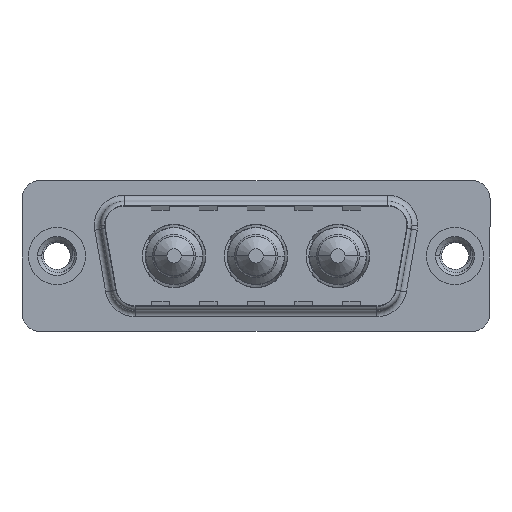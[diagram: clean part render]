
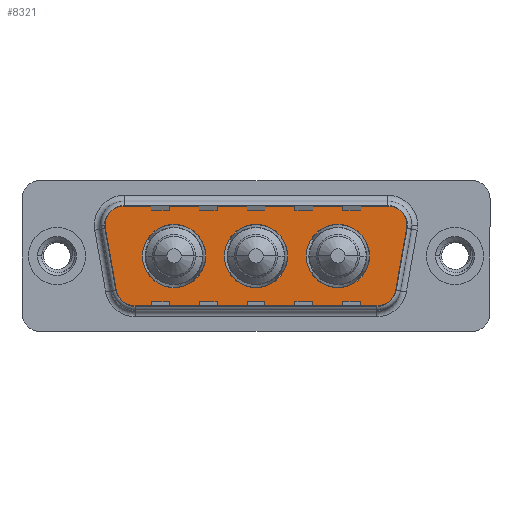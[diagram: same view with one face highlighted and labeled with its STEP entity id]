
A CAD part, top view. The second image highlights one B-rep face of the part: STEP entity #8321.
In plain terms, the highlighted planar face has unit normal (0, 0, 1).
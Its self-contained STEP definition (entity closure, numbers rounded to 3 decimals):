
#31 = CARTESIAN_POINT ( 'NONE',  ( 9.8, 0., 0. ) ) ;
#57 = CARTESIAN_POINT ( 'NONE',  ( 29.859, 2.553, 0. ) ) ;
#294 = CARTESIAN_POINT ( 'NONE',  ( 23.5, 0., 0. ) ) ;
#429 = ORIENTED_EDGE ( 'NONE', *, *, #3776, .F. ) ;
#489 = CARTESIAN_POINT ( 'NONE',  ( 14., 0., 0. ) ) ;
#579 = VERTEX_POINT ( 'NONE', #9924 ) ;
#585 = LINE ( 'NONE', #3834, #13001 ) ;
#828 = DIRECTION ( 'NONE',  ( 1., 0., 0. ) ) ;
#949 = AXIS2_PLACEMENT_3D ( 'NONE', #7528, #1449, #8539 ) ;
#1280 = DIRECTION ( 'NONE',  ( 1., 0., 0. ) ) ;
#1382 = AXIS2_PLACEMENT_3D ( 'NONE', #1832, #8955, #2824 ) ;
#1398 = AXIS2_PLACEMENT_3D ( 'NONE', #3341, #7946, #8784 ) ;
#1449 = DIRECTION ( 'NONE',  ( 0., 0., 1. ) ) ;
#1544 = VERTEX_POINT ( 'NONE', #9693 ) ;
#1556 = EDGE_LOOP ( 'NONE', ( #8657, #10190 ) ) ;
#1832 = CARTESIAN_POINT ( 'NONE',  ( 16.65, 0., 0. ) ) ;
#2024 = FACE_OUTER_BOUND ( 'NONE', #6609, .T. ) ;
#2056 = VERTEX_POINT ( 'NONE', #57 ) ;
#2303 = CARTESIAN_POINT ( 'NONE',  ( 3.441, 2.553, 0. ) ) ;
#2407 = VERTEX_POINT ( 'NONE', #9096 ) ;
#2600 = ORIENTED_EDGE ( 'NONE', *, *, #4331, .T. ) ;
#2640 = ORIENTED_EDGE ( 'NONE', *, *, #3858, .T. ) ;
#2666 = CARTESIAN_POINT ( 'NONE',  ( 27.889, 2.9, 0. ) ) ;
#2746 = VERTEX_POINT ( 'NONE', #9275 ) ;
#2824 = DIRECTION ( 'NONE',  ( 1., 0., 0. ) ) ;
#3001 = VECTOR ( 'NONE', #4192, 1000. ) ;
#3051 = CARTESIAN_POINT ( 'NONE',  ( 29.859, 2.553, 0. ) ) ;
#3118 = CARTESIAN_POINT ( 'NONE',  ( 12.45, 0., 0. ) ) ;
#3251 = AXIS2_PLACEMENT_3D ( 'NONE', #11784, #5699, #12758 ) ;
#3341 = CARTESIAN_POINT ( 'NONE',  ( 6.434, -2.9, 0. ) ) ;
#3402 = EDGE_LOOP ( 'NONE', ( #5191, #7693 ) ) ;
#3532 = EDGE_CURVE ( 'NONE', #4581, #9142, #8633, .T. ) ;
#3562 = VECTOR ( 'NONE', #8033, 1000. ) ;
#3706 = CIRCLE ( 'NONE', #7331, 2.65 ) ;
#3714 = CIRCLE ( 'NONE', #9373, 2. ) ;
#3727 = DIRECTION ( 'NONE',  ( -1., 0., 0. ) ) ;
#3768 = DIRECTION ( 'NONE',  ( 1., 0., 0. ) ) ;
#3776 = EDGE_CURVE ( 'NONE', #9025, #2746, #9344, .T. ) ;
#3834 = CARTESIAN_POINT ( 'NONE',  ( 3.441, 2.553, 0. ) ) ;
#3858 = EDGE_CURVE ( 'NONE', #9142, #7095, #585, .T. ) ;
#3889 = CARTESIAN_POINT ( 'NONE',  ( 27.889, 4.9, 0. ) ) ;
#3935 = AXIS2_PLACEMENT_3D ( 'NONE', #2666, #9855, #3727 ) ;
#4047 = EDGE_CURVE ( 'NONE', #8579, #11766, #7060, .T. ) ;
#4192 = DIRECTION ( 'NONE',  ( -1., 0., 0. ) ) ;
#4291 = VECTOR ( 'NONE', #8131, 1000. ) ;
#4331 = EDGE_CURVE ( 'NONE', #7095, #1544, #12551, .T. ) ;
#4469 = EDGE_CURVE ( 'NONE', #1544, #579, #8971, .T. ) ;
#4581 = VERTEX_POINT ( 'NONE', #10270 ) ;
#4715 = CARTESIAN_POINT ( 'NONE',  ( 9.8, 0., 0. ) ) ;
#4810 = EDGE_CURVE ( 'NONE', #579, #6280, #3714, .T. ) ;
#4889 = CIRCLE ( 'NONE', #3251, 2. ) ;
#5008 = AXIS2_PLACEMENT_3D ( 'NONE', #8312, #5083, #5062 ) ;
#5062 = DIRECTION ( 'NONE',  ( 1., 0., 0. ) ) ;
#5083 = DIRECTION ( 'NONE',  ( 0., 0., 1. ) ) ;
#5191 = ORIENTED_EDGE ( 'NONE', *, *, #4047, .F. ) ;
#5616 = CARTESIAN_POINT ( 'NONE',  ( 5.411, 2.9, 0. ) ) ;
#5699 = DIRECTION ( 'NONE',  ( 0., 0., 1. ) ) ;
#5727 = DIRECTION ( 'NONE',  ( 1., 0., 0. ) ) ;
#6006 = DIRECTION ( 'NONE',  ( 0.174, -0.985, 0. ) ) ;
#6198 = CARTESIAN_POINT ( 'NONE',  ( 5.411, 4.9, 0. ) ) ;
#6212 = VERTEX_POINT ( 'NONE', #3889 ) ;
#6280 = VERTEX_POINT ( 'NONE', #8146 ) ;
#6533 = CARTESIAN_POINT ( 'NONE',  ( 4.464, -3.247, 0. ) ) ;
#6609 = EDGE_LOOP ( 'NONE', ( #7606, #9516, #12749, #7551, #9668, #8689, #2640, #2600, #6742 ) ) ;
#6742 = ORIENTED_EDGE ( 'NONE', *, *, #4469, .T. ) ;
#6839 = CARTESIAN_POINT ( 'NONE',  ( 29.889, 2.9, 0. ) ) ;
#6866 = CIRCLE ( 'NONE', #9354, 2.65 ) ;
#7060 = CIRCLE ( 'NONE', #5008, 2.65 ) ;
#7095 = VERTEX_POINT ( 'NONE', #6533 ) ;
#7221 = VERTEX_POINT ( 'NONE', #6839 ) ;
#7225 = DIRECTION ( 'NONE',  ( 0., 0., 1. ) ) ;
#7316 = EDGE_LOOP ( 'NONE', ( #429, #10004 ) ) ;
#7331 = AXIS2_PLACEMENT_3D ( 'NONE', #294, #7350, #1280 ) ;
#7342 = AXIS2_PLACEMENT_3D ( 'NONE', #31, #7225, #3768 ) ;
#7350 = DIRECTION ( 'NONE',  ( 0., 0., 1. ) ) ;
#7358 = CARTESIAN_POINT ( 'NONE',  ( 20.85, 0., 0. ) ) ;
#7433 = FACE_BOUND ( 'NONE', #7316, .T. ) ;
#7528 = CARTESIAN_POINT ( 'NONE',  ( 23.5, 0., 0. ) ) ;
#7551 = ORIENTED_EDGE ( 'NONE', *, *, #12899, .T. ) ;
#7606 = ORIENTED_EDGE ( 'NONE', *, *, #4810, .T. ) ;
#7693 = ORIENTED_EDGE ( 'NONE', *, *, #11435, .F. ) ;
#7806 = AXIS2_PLACEMENT_3D ( 'NONE', #12849, #12653, #12634 ) ;
#7946 = DIRECTION ( 'NONE',  ( 0., 0., 1. ) ) ;
#7960 = CIRCLE ( 'NONE', #1382, 2.65 ) ;
#8033 = DIRECTION ( 'NONE',  ( 1., 0., 0. ) ) ;
#8131 = DIRECTION ( 'NONE',  ( 0.174, 0.985, 0. ) ) ;
#8146 = CARTESIAN_POINT ( 'NONE',  ( 28.836, -3.247, 0. ) ) ;
#8178 = DIRECTION ( 'NONE',  ( 0., 0., 1. ) ) ;
#8312 = CARTESIAN_POINT ( 'NONE',  ( 16.65, 0., 0. ) ) ;
#8321 = ADVANCED_FACE ( 'NONE', ( #12470, #10210, #7433, #2024 ), #12677, .T. ) ;
#8415 = LINE ( 'NONE', #6198, #3001 ) ;
#8426 = CARTESIAN_POINT ( 'NONE',  ( 19.3, 0., 0. ) ) ;
#8539 = DIRECTION ( 'NONE',  ( 1., 0., 0. ) ) ;
#8579 = VERTEX_POINT ( 'NONE', #8426 ) ;
#8633 = CIRCLE ( 'NONE', #8979, 2. ) ;
#8657 = ORIENTED_EDGE ( 'NONE', *, *, #11094, .F. ) ;
#8689 = ORIENTED_EDGE ( 'NONE', *, *, #3532, .T. ) ;
#8716 = VERTEX_POINT ( 'NONE', #7358 ) ;
#8784 = DIRECTION ( 'NONE',  ( -1., 0., 0. ) ) ;
#8955 = DIRECTION ( 'NONE',  ( 0., 0., 1. ) ) ;
#8971 = LINE ( 'NONE', #10795, #3562 ) ;
#8979 = AXIS2_PLACEMENT_3D ( 'NONE', #5616, #8178, #828 ) ;
#9025 = VERTEX_POINT ( 'NONE', #3118 ) ;
#9096 = CARTESIAN_POINT ( 'NONE',  ( 26.15, 0., 0. ) ) ;
#9142 = VERTEX_POINT ( 'NONE', #2303 ) ;
#9275 = CARTESIAN_POINT ( 'NONE',  ( 7.15, 0., 0. ) ) ;
#9344 = CIRCLE ( 'NONE', #7342, 2.65 ) ;
#9354 = AXIS2_PLACEMENT_3D ( 'NONE', #4715, #11816, #5727 ) ;
#9373 = AXIS2_PLACEMENT_3D ( 'NONE', #12907, #12681, #10681 ) ;
#9516 = ORIENTED_EDGE ( 'NONE', *, *, #12096, .T. ) ;
#9668 = ORIENTED_EDGE ( 'NONE', *, *, #12621, .T. ) ;
#9693 = CARTESIAN_POINT ( 'NONE',  ( 6.434, -4.9, 0. ) ) ;
#9855 = DIRECTION ( 'NONE',  ( 0., 0., 1. ) ) ;
#9924 = CARTESIAN_POINT ( 'NONE',  ( 26.866, -4.9, 0. ) ) ;
#10004 = ORIENTED_EDGE ( 'NONE', *, *, #11848, .F. ) ;
#10190 = ORIENTED_EDGE ( 'NONE', *, *, #11201, .F. ) ;
#10210 = FACE_BOUND ( 'NONE', #1556, .T. ) ;
#10270 = CARTESIAN_POINT ( 'NONE',  ( 5.411, 4.9, 0. ) ) ;
#10373 = CIRCLE ( 'NONE', #3935, 2. ) ;
#10554 = CIRCLE ( 'NONE', #949, 2.65 ) ;
#10681 = DIRECTION ( 'NONE',  ( 1., 0., 0. ) ) ;
#10795 = CARTESIAN_POINT ( 'NONE',  ( 6.434, -4.9, 0. ) ) ;
#11094 = EDGE_CURVE ( 'NONE', #2407, #8716, #3706, .T. ) ;
#11201 = EDGE_CURVE ( 'NONE', #8716, #2407, #10554, .T. ) ;
#11435 = EDGE_CURVE ( 'NONE', #11766, #8579, #7960, .T. ) ;
#11766 = VERTEX_POINT ( 'NONE', #489 ) ;
#11784 = CARTESIAN_POINT ( 'NONE',  ( 27.889, 2.9, 0. ) ) ;
#11816 = DIRECTION ( 'NONE',  ( 0., 0., 1. ) ) ;
#11848 = EDGE_CURVE ( 'NONE', #2746, #9025, #6866, .T. ) ;
#12096 = EDGE_CURVE ( 'NONE', #6280, #2056, #12671, .T. ) ;
#12470 = FACE_BOUND ( 'NONE', #3402, .T. ) ;
#12551 = CIRCLE ( 'NONE', #1398, 2. ) ;
#12621 = EDGE_CURVE ( 'NONE', #6212, #4581, #8415, .T. ) ;
#12634 = DIRECTION ( 'NONE',  ( 1., 0., 0. ) ) ;
#12653 = DIRECTION ( 'NONE',  ( 0., 0., 1. ) ) ;
#12671 = LINE ( 'NONE', #3051, #4291 ) ;
#12677 = PLANE ( 'NONE',  #7806 ) ;
#12681 = DIRECTION ( 'NONE',  ( 0., 0., 1. ) ) ;
#12749 = ORIENTED_EDGE ( 'NONE', *, *, #12872, .T. ) ;
#12758 = DIRECTION ( 'NONE',  ( -1., 0., 0. ) ) ;
#12849 = CARTESIAN_POINT ( 'NONE',  ( 26.866, -2.9, 0. ) ) ;
#12872 = EDGE_CURVE ( 'NONE', #2056, #7221, #4889, .T. ) ;
#12899 = EDGE_CURVE ( 'NONE', #7221, #6212, #10373, .T. ) ;
#12907 = CARTESIAN_POINT ( 'NONE',  ( 26.866, -2.9, 0. ) ) ;
#13001 = VECTOR ( 'NONE', #6006, 1000. ) ;
